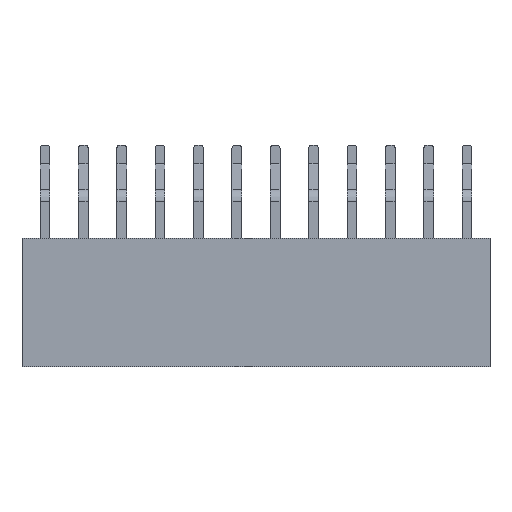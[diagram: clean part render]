
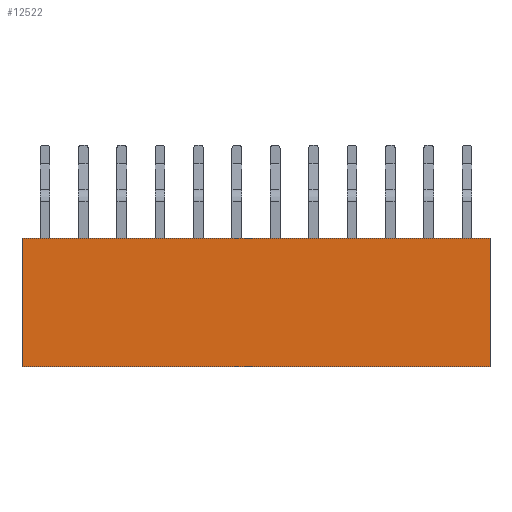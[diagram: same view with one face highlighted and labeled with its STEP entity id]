
A CAD part, top view. The second image highlights one B-rep face of the part: STEP entity #12522.
In plain terms, the highlighted planar face has unit normal (0, 0, 1).
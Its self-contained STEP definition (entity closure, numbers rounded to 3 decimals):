
#744=ORIENTED_EDGE('',*,*,#4396,.F.);
#745=ORIENTED_EDGE('',*,*,#4247,.F.);
#746=ORIENTED_EDGE('',*,*,#4397,.T.);
#747=ORIENTED_EDGE('',*,*,#4386,.T.);
#4247=EDGE_CURVE('',#6073,#6071,#7223,.T.);
#4386=EDGE_CURVE('',#6213,#6212,#7362,.T.);
#4396=EDGE_CURVE('',#6071,#6212,#7372,.T.);
#4397=EDGE_CURVE('',#6073,#6213,#7373,.T.);
#6071=VERTEX_POINT('',#18536);
#6073=VERTEX_POINT('',#18540);
#6212=VERTEX_POINT('',#18841);
#6213=VERTEX_POINT('',#18843);
#7223=LINE('',#18541,#8967);
#7362=LINE('',#18842,#9106);
#7372=LINE('',#18864,#9116);
#7373=LINE('',#18865,#9117);
#8967=VECTOR('',#14861,1000.);
#9106=VECTOR('',#15046,1000.);
#9116=VECTOR('',#15062,1000.);
#9117=VECTOR('',#15063,1000.);
#10440=EDGE_LOOP('',(#744,#745,#746,#747));
#11182=FACE_BOUND('',#10440,.T.);
#11876=PLANE('',#13739);
#12522=ADVANCED_FACE('',(#11182),#11876,.T.);
#13739=AXIS2_PLACEMENT_3D('',#18863,#15060,#15061);
#14861=DIRECTION('',(-1.,0.,0.));
#15046=DIRECTION('',(-1.,0.,0.));
#15060=DIRECTION('',(0.,0.,1.));
#15061=DIRECTION('',(0.,-1.,0.));
#15062=DIRECTION('',(0.,1.,0.));
#15063=DIRECTION('',(0.,1.,0.));
#18536=CARTESIAN_POINT('',(-15.49,-4.25,2.5));
#18540=CARTESIAN_POINT('',(15.49,-4.25,2.5));
#18541=CARTESIAN_POINT('',(15.49,-4.25,2.5));
#18841=CARTESIAN_POINT('',(-15.49,4.25,2.5));
#18842=CARTESIAN_POINT('',(15.49,4.25,2.5));
#18843=CARTESIAN_POINT('',(15.49,4.25,2.5));
#18863=CARTESIAN_POINT('',(15.49,-4.25,2.5));
#18864=CARTESIAN_POINT('',(-15.49,-4.25,2.5));
#18865=CARTESIAN_POINT('',(15.49,-4.25,2.5));
